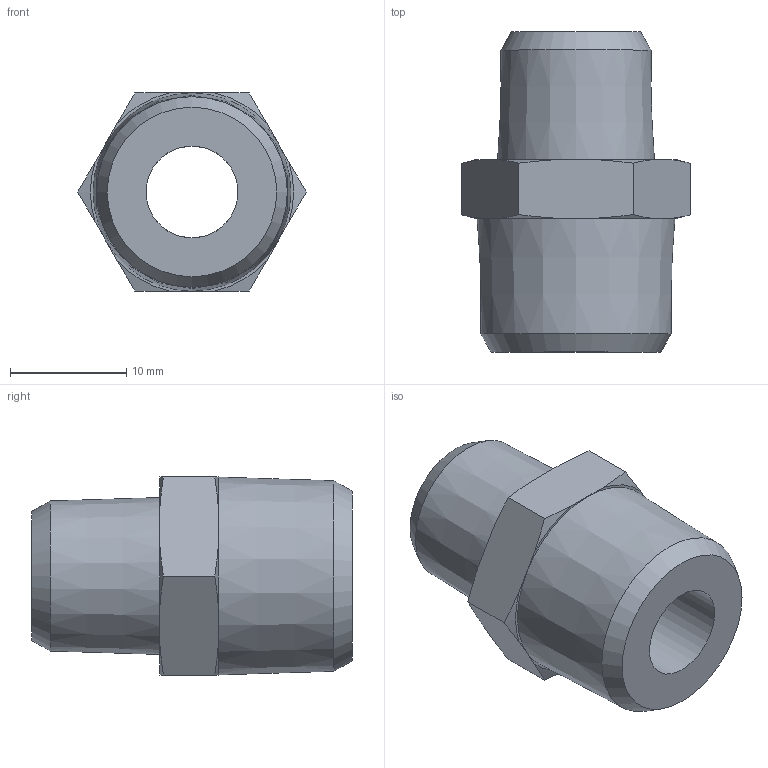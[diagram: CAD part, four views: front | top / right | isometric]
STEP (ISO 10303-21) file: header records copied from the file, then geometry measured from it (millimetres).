
FILE_DESCRIPTION(/* description */ ('STEP AP214'),/* implementation_level */ '2;1');
FILE_NAME(/* name */ '8030282_NPFC-D-R14-R38-M',/* time_stamp */ '2024-09-12T23:23:36+02:00',/* author */ ('License CC BY-ND 4.0'),/* organization */ ('CADENAS'),/* preprocessor_version */ 'ST-DEVELOPER v19.3',/* originating_system */ 'PARTsolutions',/* authorisation */ ' ');
FILE_SCHEMA (('AUTOMOTIVE_DESIGN {1 0 10303 214 3 1 1}'));
Length unit declared in the file: millimetre
Products named in the file (1): 8030282 NPFC-D-R14-R38-M
Bounding box: 19.63 x 27.5 x 17 mm (x, y, z)
Volume: 3811.5 mm3; surface area: 2334.5 mm2
Topology: 1 solids, 1 shells, 29 faces, 71 edges, 46 vertices
Faces by surface type: cone 17, plane 10, cylinder 2
Full cylindrical faces by diameter (mm): 7.894 x1, 8 x1
Entity records: 878 total; most frequent: CARTESIAN_POINT 212, ORIENTED_EDGE 128, DIRECTION 122, EDGE_CURVE 64, AXIS2_PLACEMENT_3D 52, VERTEX_POINT 46, EDGE_LOOP 40, FACE_BOUND 40
